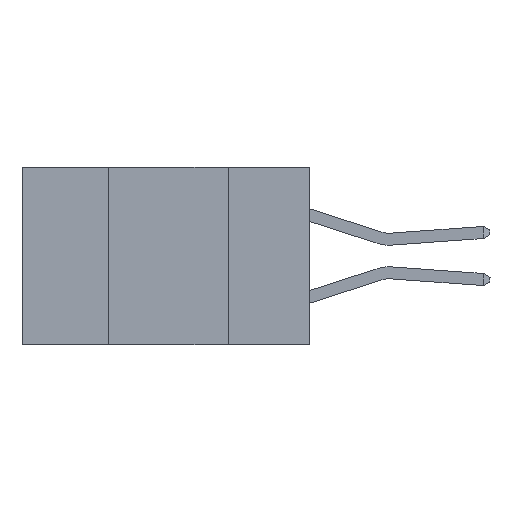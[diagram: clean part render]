
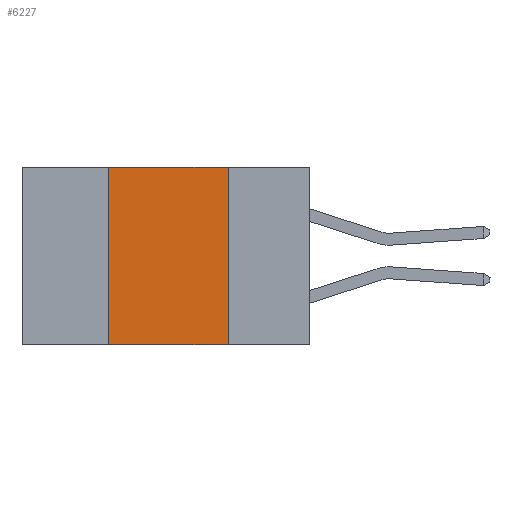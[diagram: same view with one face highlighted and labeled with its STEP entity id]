
A CAD part, left-side view. The second image highlights one B-rep face of the part: STEP entity #6227.
In plain terms, the highlighted planar face has unit normal (-1, 0, 0).
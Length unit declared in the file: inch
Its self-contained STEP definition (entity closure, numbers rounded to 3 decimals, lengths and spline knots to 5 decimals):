
#80 = DIRECTION ( 'NONE',  ( 0., 0., -1. ) ) ;
#318 = CARTESIAN_POINT ( 'NONE',  ( 0., 0.42, 0. ) ) ;
#353 = CARTESIAN_POINT ( 'NONE',  ( 0., 0.17, 0. ) ) ;
#807 = VERTEX_POINT ( 'NONE', #318 ) ;
#1113 = EDGE_CURVE ( 'NONE', #6645, #12988, #1364, .T. ) ;
#1312 = DIRECTION ( 'NONE',  ( 0., -1., 0. ) ) ;
#1364 = LINE ( 'NONE', #2579, #17086 ) ;
#1775 = CARTESIAN_POINT ( 'NONE',  ( 0., 0.42, 0. ) ) ;
#1898 = VECTOR ( 'NONE', #80, 39.37008 ) ;
#2516 = CARTESIAN_POINT ( 'NONE',  ( 0., 0.42, -0.37 ) ) ;
#2579 = CARTESIAN_POINT ( 'NONE',  ( 0., 0.6, -0.37 ) ) ;
#2788 = CARTESIAN_POINT ( 'NONE',  ( 0., 0.17, -0.37 ) ) ;
#3290 = DIRECTION ( 'NONE',  ( 0., 0., 1. ) ) ;
#5419 = AXIS2_PLACEMENT_3D ( 'NONE', #10650, #6266, #17707 ) ;
#5850 = ORIENTED_EDGE ( 'NONE', *, *, #15408, .F. ) ;
#6227 = ADVANCED_FACE ( 'NONE', ( #7704 ), #17587, .F. ) ;
#6266 = DIRECTION ( 'NONE',  ( 1., 0., 0. ) ) ;
#6501 = EDGE_LOOP ( 'NONE', ( #17293, #14036, #5850, #11628 ) ) ;
#6645 = VERTEX_POINT ( 'NONE', #2516 ) ;
#7704 = FACE_OUTER_BOUND ( 'NONE', #6501, .T. ) ;
#8018 = VECTOR ( 'NONE', #3290, 39.37008 ) ;
#10650 = CARTESIAN_POINT ( 'NONE',  ( 0., 0.6, 0. ) ) ;
#11320 = VECTOR ( 'NONE', #12851, 39.37008 ) ;
#11502 = CARTESIAN_POINT ( 'NONE',  ( 0., 0.6, 0. ) ) ;
#11628 = ORIENTED_EDGE ( 'NONE', *, *, #1113, .T. ) ;
#12851 = DIRECTION ( 'NONE',  ( 0., -1., 0. ) ) ;
#12988 = VERTEX_POINT ( 'NONE', #2788 ) ;
#14036 = ORIENTED_EDGE ( 'NONE', *, *, #16708, .F. ) ;
#14629 = VERTEX_POINT ( 'NONE', #353 ) ;
#15408 = EDGE_CURVE ( 'NONE', #6645, #807, #16529, .T. ) ;
#15781 = CARTESIAN_POINT ( 'NONE',  ( 0., 0.17, 0. ) ) ;
#15808 = LINE ( 'NONE', #15781, #1898 ) ;
#16220 = EDGE_CURVE ( 'NONE', #14629, #12988, #15808, .T. ) ;
#16529 = LINE ( 'NONE', #1775, #8018 ) ;
#16708 = EDGE_CURVE ( 'NONE', #807, #14629, #17815, .T. ) ;
#17086 = VECTOR ( 'NONE', #1312, 39.37008 ) ;
#17293 = ORIENTED_EDGE ( 'NONE', *, *, #16220, .F. ) ;
#17587 = PLANE ( 'NONE',  #5419 ) ;
#17707 = DIRECTION ( 'NONE',  ( 0., 0., -1. ) ) ;
#17815 = LINE ( 'NONE', #11502, #11320 ) ;
